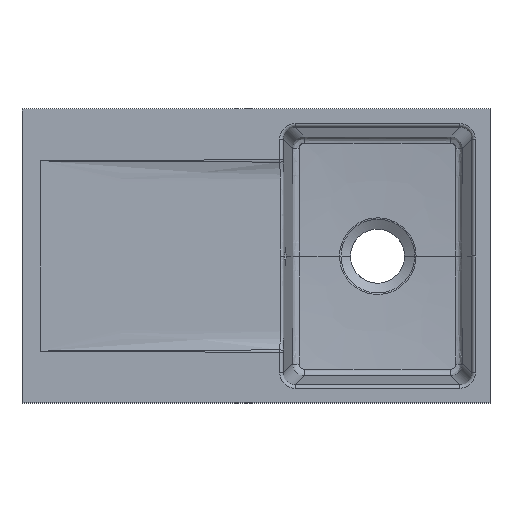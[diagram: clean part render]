
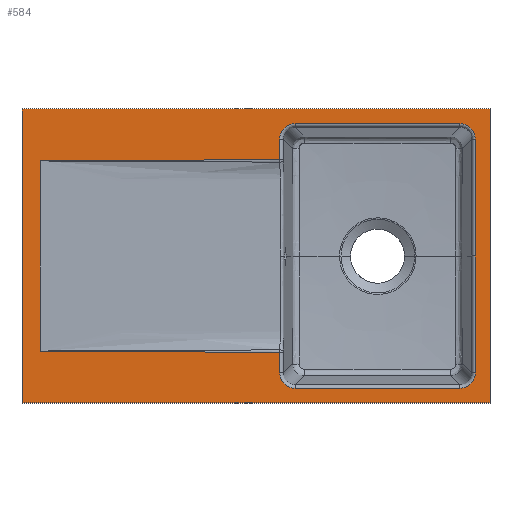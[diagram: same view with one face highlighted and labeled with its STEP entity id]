
A CAD part, top view. The second image highlights one B-rep face of the part: STEP entity #584.
In plain terms, the highlighted planar face has unit normal (0, 0, 1).
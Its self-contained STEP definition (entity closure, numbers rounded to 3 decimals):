
#101=FACE_BOUND('',#1473,.T.);
#102=FACE_BOUND('',#1474,.T.);
#146=ELLIPSE('',#6352,26.198,26.);
#147=ELLIPSE('',#6358,26.198,26.);
#150=ELLIPSE('',#6366,26.198,26.);
#152=ELLIPSE('',#6373,26.198,26.);
#584=ADVANCED_FACE('',(#101,#102),#930,.F.);
#930=PLANE('',#6395);
#1473=EDGE_LOOP('',(#3132,#3133,#3134,#3135));
#1474=EDGE_LOOP('',(#3136,#3137,#3138,#3139,#3140,#3141,#3142,#3143,#3144,
#3145,#3146,#3147,#3148));
#1909=B_SPLINE_CURVE_WITH_KNOTS('',3,(#11515,#11516,#11517,#11518,#11519,
#11520,#11521,#11522,#11523,#11524,#11525,#11526,#11527),.UNSPECIFIED.,
 .F.,.F.,(4,3,3,3,4),(0.,0.4,0.493,1.,
1.),.UNSPECIFIED.);
#1912=B_SPLINE_CURVE_WITH_KNOTS('',3,(#11550,#11551,#11552,#11553,#11554,
#11555,#11556,#11557,#11558,#11559,#11560,#11561,#11562),.UNSPECIFIED.,
 .F.,.F.,(4,3,3,3,4),(0.,0.,0.507,0.6,
1.),.UNSPECIFIED.);
#1913=B_SPLINE_CURVE_WITH_KNOTS('',3,(#11575,#11576,#11577,#11578,#11579,
#11580,#11581,#11582,#11583,#11584,#11585,#11586,#11587,#11588,#11589,#11590,
#11591,#11592,#11593,#11594,#11595,#11596,#11597),.UNSPECIFIED.,.F.,.F.,
(4,1,1,1,1,1,1,1,1,1,1,1,1,1,1,1,1,1,1,1,4),(0.,0.063,0.094,0.102,
0.109,0.117,0.125,0.188,0.25,0.375,0.5,0.625,0.75,0.813,0.875,
0.883,0.891,0.898,0.906,0.938,1.),.UNSPECIFIED.);
#2153=LINE('',#11237,#2435);
#2156=LINE('',#11244,#2438);
#2158=LINE('',#11284,#2440);
#2159=LINE('',#11288,#2441);
#2161=LINE('',#11347,#2443);
#2162=LINE('',#11497,#2444);
#2170=LINE('',#13746,#2452);
#2171=LINE('',#13749,#2453);
#2172=LINE('',#13751,#2454);
#2173=LINE('',#13753,#2455);
#2435=VECTOR('',#7207,1.);
#2438=VECTOR('',#7214,1.);
#2440=VECTOR('',#7226,1.);
#2441=VECTOR('',#7231,1.);
#2443=VECTOR('',#7245,1.);
#2444=VECTOR('',#7260,1.);
#2452=VECTOR('',#7306,1.);
#2453=VECTOR('',#7307,1.);
#2454=VECTOR('',#7308,1.);
#2455=VECTOR('',#7309,1.);
#3132=ORIENTED_EDGE('',*,*,#5374,.T.);
#3133=ORIENTED_EDGE('',*,*,#5375,.T.);
#3134=ORIENTED_EDGE('',*,*,#5376,.T.);
#3135=ORIENTED_EDGE('',*,*,#5377,.T.);
#3136=ORIENTED_EDGE('',*,*,#5327,.T.);
#3137=ORIENTED_EDGE('',*,*,#5322,.T.);
#3138=ORIENTED_EDGE('',*,*,#5318,.T.);
#3139=ORIENTED_EDGE('',*,*,#5313,.T.);
#3140=ORIENTED_EDGE('',*,*,#5308,.T.);
#3141=ORIENTED_EDGE('',*,*,#5303,.T.);
#3142=ORIENTED_EDGE('',*,*,#5297,.T.);
#3143=ORIENTED_EDGE('',*,*,#5291,.T.);
#3144=ORIENTED_EDGE('',*,*,#5293,.T.);
#3145=ORIENTED_EDGE('',*,*,#5299,.T.);
#3146=ORIENTED_EDGE('',*,*,#5305,.T.);
#3147=ORIENTED_EDGE('',*,*,#5324,.T.);
#3148=ORIENTED_EDGE('',*,*,#5328,.F.);
#4711=VERTEX_POINT('',#11197);
#4714=VERTEX_POINT('',#11202);
#4716=VERTEX_POINT('',#11236);
#4717=VERTEX_POINT('',#11241);
#4719=VERTEX_POINT('',#11247);
#4720=VERTEX_POINT('',#11281);
#4722=VERTEX_POINT('',#11287);
#4723=VERTEX_POINT('',#11291);
#4726=VERTEX_POINT('',#11344);
#4729=VERTEX_POINT('',#11406);
#4731=VERTEX_POINT('',#11496);
#4732=VERTEX_POINT('',#11528);
#4733=VERTEX_POINT('',#11549);
#4757=VERTEX_POINT('',#13747);
#4758=VERTEX_POINT('',#13748);
#4759=VERTEX_POINT('',#13750);
#4760=VERTEX_POINT('',#13752);
#5291=EDGE_CURVE('',#4711,#4714,#146,.T.);
#5293=EDGE_CURVE('',#4714,#4716,#2153,.T.);
#5297=EDGE_CURVE('',#4717,#4711,#2156,.T.);
#5299=EDGE_CURVE('',#4716,#4719,#147,.T.);
#5303=EDGE_CURVE('',#4720,#4717,#2158,.T.);
#5305=EDGE_CURVE('',#4719,#4722,#2159,.T.);
#5308=EDGE_CURVE('',#4723,#4720,#150,.T.);
#5313=EDGE_CURVE('',#4726,#4723,#2161,.T.);
#5318=EDGE_CURVE('',#4729,#4726,#152,.T.);
#5322=EDGE_CURVE('',#4731,#4729,#2162,.T.);
#5324=EDGE_CURVE('',#4722,#4732,#1909,.T.);
#5327=EDGE_CURVE('',#4733,#4731,#1912,.T.);
#5328=EDGE_CURVE('',#4733,#4732,#1913,.T.);
#5374=EDGE_CURVE('',#4757,#4758,#2170,.T.);
#5375=EDGE_CURVE('',#4758,#4759,#2171,.T.);
#5376=EDGE_CURVE('',#4759,#4760,#2172,.T.);
#5377=EDGE_CURVE('',#4760,#4757,#2173,.T.);
#6352=AXIS2_PLACEMENT_3D('',#11203,#7203,#7204);
#6358=AXIS2_PLACEMENT_3D('',#11248,#7219,#7220);
#6366=AXIS2_PLACEMENT_3D('',#11294,#7238,#7239);
#6373=AXIS2_PLACEMENT_3D('',#11408,#7254,#7255);
#6395=AXIS2_PLACEMENT_3D('',#13754,#7310,#7311);
#7203=DIRECTION('',(0.,0.,-1.));
#7204=DIRECTION('',(-0.707,0.707,0.));
#7207=DIRECTION('',(-1.,0.,0.));
#7214=DIRECTION('',(0.,-1.,0.));
#7219=DIRECTION('',(0.,0.,-1.));
#7220=DIRECTION('',(0.707,0.707,0.));
#7226=DIRECTION('',(0.,-1.,0.));
#7231=DIRECTION('',(0.,1.,0.));
#7238=DIRECTION('',(0.,0.,-1.));
#7239=DIRECTION('',(-0.707,-0.707,0.));
#7245=DIRECTION('',(1.,0.,0.));
#7254=DIRECTION('',(0.,0.,-1.));
#7255=DIRECTION('',(0.707,-0.707,0.));
#7260=DIRECTION('',(0.,1.,0.));
#7306=DIRECTION('',(0.,-1.,0.));
#7307=DIRECTION('',(1.,0.,0.));
#7308=DIRECTION('',(0.,1.,0.));
#7309=DIRECTION('',(-1.,0.,0.));
#7310=DIRECTION('',(0.,0.,-1.));
#7311=DIRECTION('',(-1.,0.,0.));
#11197=CARTESIAN_POINT('',(365.498,-194.597,0.));
#11202=CARTESIAN_POINT('',(339.597,-220.498,0.));
#11203=CARTESIAN_POINT('',(339.399,-194.399,0.));
#11236=CARTESIAN_POINT('',(65.403,-220.498,0.));
#11237=CARTESIAN_POINT('',(64.924,-220.498,0.));
#11241=CARTESIAN_POINT('',(365.498,0.,0.));
#11244=CARTESIAN_POINT('',(365.498,-195.076,0.));
#11247=CARTESIAN_POINT('',(39.502,-194.597,0.));
#11248=CARTESIAN_POINT('',(65.601,-194.399,0.));
#11281=CARTESIAN_POINT('',(365.498,194.597,0.));
#11284=CARTESIAN_POINT('',(365.498,0.,0.));
#11287=CARTESIAN_POINT('',(39.502,-160.73,0.));
#11288=CARTESIAN_POINT('',(39.502,-160.761,0.));
#11291=CARTESIAN_POINT('',(339.597,220.498,0.));
#11294=CARTESIAN_POINT('',(339.399,194.399,0.));
#11344=CARTESIAN_POINT('',(65.403,220.498,0.));
#11347=CARTESIAN_POINT('',(340.076,220.498,0.));
#11406=CARTESIAN_POINT('',(39.502,194.597,0.));
#11408=CARTESIAN_POINT('',(65.601,194.399,0.));
#11496=CARTESIAN_POINT('',(39.502,160.73,0.));
#11497=CARTESIAN_POINT('',(39.502,195.076,0.));
#11515=CARTESIAN_POINT('',(39.502,-160.73,0.));
#11516=CARTESIAN_POINT('',(-13.77,-160.434,0.));
#11517=CARTESIAN_POINT('',(-67.042,-160.126,0.));
#11518=CARTESIAN_POINT('',(-120.313,-159.813,0.));
#11519=CARTESIAN_POINT('',(-132.711,-159.74,0.));
#11520=CARTESIAN_POINT('',(-145.108,-159.667,0.));
#11521=CARTESIAN_POINT('',(-157.506,-159.594,0.));
#11522=CARTESIAN_POINT('',(-224.941,-159.196,0.));
#11523=CARTESIAN_POINT('',(-292.377,-158.791,0.));
#11524=CARTESIAN_POINT('',(-359.813,-158.4,0.));
#11525=CARTESIAN_POINT('',(-359.876,-158.399,0.));
#11526=CARTESIAN_POINT('',(-359.938,-158.399,0.));
#11527=CARTESIAN_POINT('',(-360.,-158.398,0.));
#11528=CARTESIAN_POINT('',(-360.,-158.398,0.));
#11549=CARTESIAN_POINT('',(-360.,158.398,0.));
#11550=CARTESIAN_POINT('',(-360.,158.398,0.));
#11551=CARTESIAN_POINT('',(-359.938,158.399,0.));
#11552=CARTESIAN_POINT('',(-359.876,158.399,0.));
#11553=CARTESIAN_POINT('',(-359.813,158.4,0.));
#11554=CARTESIAN_POINT('',(-292.377,158.791,0.));
#11555=CARTESIAN_POINT('',(-224.941,159.196,0.));
#11556=CARTESIAN_POINT('',(-157.506,159.594,0.));
#11557=CARTESIAN_POINT('',(-145.108,159.667,0.));
#11558=CARTESIAN_POINT('',(-132.711,159.74,0.));
#11559=CARTESIAN_POINT('',(-120.313,159.813,0.));
#11560=CARTESIAN_POINT('',(-67.042,160.126,0.));
#11561=CARTESIAN_POINT('',(-13.77,160.434,0.));
#11562=CARTESIAN_POINT('',(39.502,160.73,0.));
#11575=CARTESIAN_POINT('',(-360.,158.398,0.));
#11576=CARTESIAN_POINT('',(-360.,151.799,0.));
#11577=CARTESIAN_POINT('',(-360.,141.899,0.));
#11578=CARTESIAN_POINT('',(-360.,131.174,0.));
#11579=CARTESIAN_POINT('',(-360.,126.224,0.));
#11580=CARTESIAN_POINT('',(-360.,123.749,0.));
#11581=CARTESIAN_POINT('',(-360.,121.274,0.));
#11582=CARTESIAN_POINT('',(-360.,113.024,0.));
#11583=CARTESIAN_POINT('',(-360.,98.999,0.));
#11584=CARTESIAN_POINT('',(-360.,72.599,0.));
#11585=CARTESIAN_POINT('',(-360.,39.6,0.));
#11586=CARTESIAN_POINT('',(-360.,0.,0.));
#11587=CARTESIAN_POINT('',(-360.,-39.6,0.));
#11588=CARTESIAN_POINT('',(-360.,-72.599,0.));
#11589=CARTESIAN_POINT('',(-360.,-98.999,0.));
#11590=CARTESIAN_POINT('',(-360.,-113.024,0.));
#11591=CARTESIAN_POINT('',(-360.,-121.274,0.));
#11592=CARTESIAN_POINT('',(-360.,-123.749,0.));
#11593=CARTESIAN_POINT('',(-360.,-126.224,0.));
#11594=CARTESIAN_POINT('',(-360.,-131.174,0.));
#11595=CARTESIAN_POINT('',(-360.,-141.899,0.));
#11596=CARTESIAN_POINT('',(-360.,-151.799,0.));
#11597=CARTESIAN_POINT('',(-360.,-158.398,0.));
#13746=CARTESIAN_POINT('',(-390.,245.,0.));
#13747=CARTESIAN_POINT('',(-390.,245.,0.));
#13748=CARTESIAN_POINT('',(-390.,-245.,0.));
#13749=CARTESIAN_POINT('',(-390.,-245.,0.));
#13750=CARTESIAN_POINT('',(390.,-245.,0.));
#13751=CARTESIAN_POINT('',(390.,-245.,0.));
#13752=CARTESIAN_POINT('',(390.,245.,0.));
#13753=CARTESIAN_POINT('',(390.,245.,0.));
#13754=CARTESIAN_POINT('',(0.,0.,0.));
